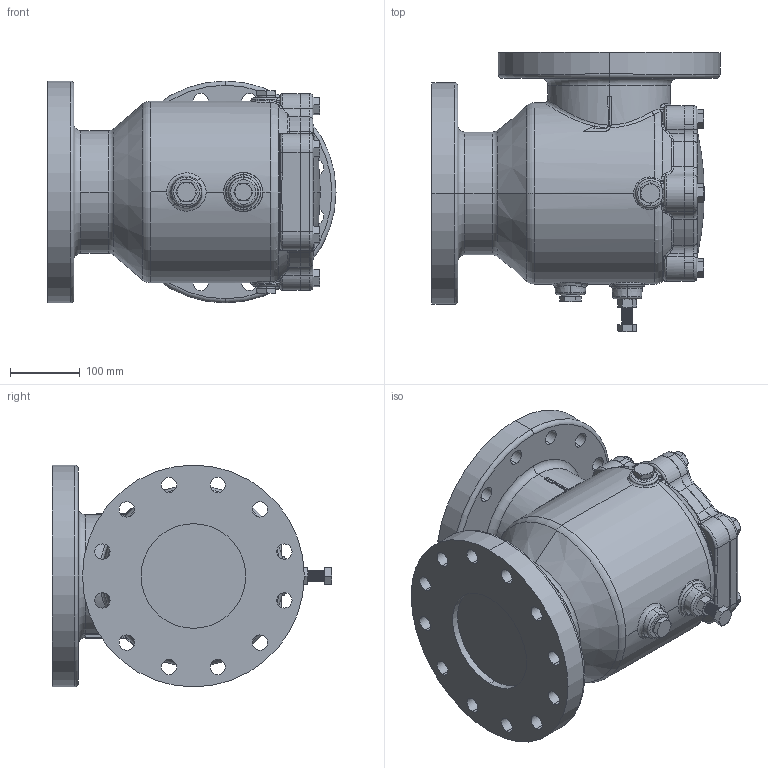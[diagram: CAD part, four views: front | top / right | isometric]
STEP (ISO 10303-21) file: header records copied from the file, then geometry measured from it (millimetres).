
FILE_DESCRIPTION (( 'STEP AP214' ), '1' );
FILE_NAME ('SD-6in_6in-250Lb.STEP', '2017-09-18T18:11:45', ( '' ), ( '' ), 'SwSTEP 2.0', 'SolidWorks 2013', '' );
FILE_SCHEMA (( 'AUTOMOTIVE_DESIGN' ));
Length unit declared in the file: inch
Products named in the file (4): SD-6in_6in-250Lb; X2SD-6in_6in-250Lb; X1SD-6in_6in-250Lb
Assembly tree (3 placements, depth 2):
  SD-6in_6in-250Lb
    SD-6in_6in-250Lb
    X1SD-6in_6in-250Lb
    X2SD-6in_6in-250Lb
Bounding box: 413 x 400.03 x 318 mm (x, y, z)
Volume: 22279712.7 mm3; surface area: 852097.9 mm2
Topology: 3 solids, 5 shells, 780 faces, 1963 edges, 1206 vertices
Faces by surface type: cylinder 296, plane 164, cone 119, bspline 103, torus 88, sphere 10
Entity records: 59869 total; most frequent: CARTESIAN_POINT 32388, ORIENTED_EDGE 3894, DIRECTION 3418, EDGE_CURVE 1947, AXIS2_PLACEMENT_3D 1432, VERTEX_POINT 1202, EDGE_LOOP 855, UNCERTAINTY_MEASURE_WITH_UNIT 781
